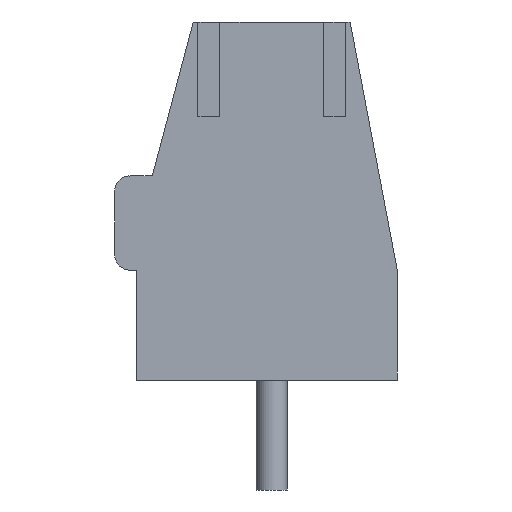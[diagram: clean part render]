
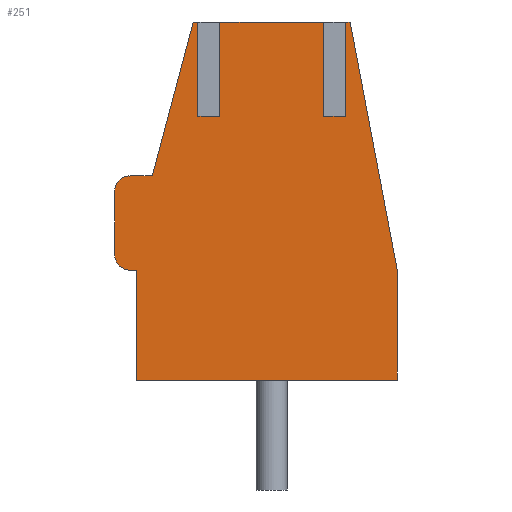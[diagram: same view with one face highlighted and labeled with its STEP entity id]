
A CAD part, front view. The second image highlights one B-rep face of the part: STEP entity #251.
In plain terms, the highlighted planar face has unit normal (0, -1, 0).
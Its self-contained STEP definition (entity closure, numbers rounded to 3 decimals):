
#13=DIRECTION('',(0.,0.,1.));
#14=DIRECTION('',(1.,0.,0.));
#56=VERTEX_POINT('',#57);
#57=CARTESIAN_POINT('',(4.,-7.5,0.));
#60=DIRECTION('',(0.,-1.,0.));
#61=ORIENTED_EDGE('',*,*,#62,.T.);
#62=EDGE_CURVE('',#56,#63,#65,.T.);
#63=VERTEX_POINT('',#64);
#64=CARTESIAN_POINT('',(4.,-7.5,3.5));
#65=LINE('',#57,#66);
#66=VECTOR('',#13,1.);
#77=DIRECTION('',(-1.,0.,0.));
#86=VECTOR('',#14,1.);
#98=VECTOR('',#77,1.);
#166=VERTEX_POINT('',#167);
#167=CARTESIAN_POINT('',(-4.3,-7.5,0.));
#168=ORIENTED_EDGE('',*,*,#169,.T.);
#169=EDGE_CURVE('',#166,#56,#170,.T.);
#170=LINE('',#167,#86);
#178=ORIENTED_EDGE('',*,*,#179,.T.);
#179=EDGE_CURVE('',#63,#180,#182,.T.);
#180=VERTEX_POINT('',#181);
#181=CARTESIAN_POINT('',(2.5,-7.5,11.4));
#182=LINE('',#64,#183);
#183=VECTOR('',#184,1.);
#184=DIRECTION('',(-0.187,0.,0.982));
#211=VECTOR('',#212,1.);
#212=DIRECTION('',(-0.256,0.,-0.967));
#230=VECTOR('',#231,1.);
#231=DIRECTION('',(0.,0.,-1.));
#251=ADVANCED_FACE('',(#252),#340,.T.);
#252=FACE_BOUND('',#253,.T.);
#253=EDGE_LOOP('',(#254,#168,#61,#178,#259,#264,#270,#276,#282,#286,#292,#298,#304,#308,#313,#318,#325,#330,#337));
#254=ORIENTED_EDGE('',*,*,#255,.T.);
#255=EDGE_CURVE('',#256,#166,#258,.T.);
#256=VERTEX_POINT('',#257);
#257=CARTESIAN_POINT('',(-4.3,-7.5,3.5));
#258=LINE('',#257,#230);
#259=ORIENTED_EDGE('',*,*,#260,.T.);
#260=EDGE_CURVE('',#180,#261,#263,.T.);
#261=VERTEX_POINT('',#262);
#262=CARTESIAN_POINT('',(2.35,-7.5,11.4));
#263=LINE('',#181,#98);
#264=ORIENTED_EDGE('',*,*,#265,.F.);
#265=EDGE_CURVE('',#266,#261,#268,.T.);
#266=VERTEX_POINT('',#267);
#267=CARTESIAN_POINT('',(2.35,-7.5,8.4));
#268=LINE('',#269,#66);
#269=CARTESIAN_POINT('',(2.35,-7.5,6.809));
#270=ORIENTED_EDGE('',*,*,#271,.T.);
#271=EDGE_CURVE('',#266,#272,#274,.T.);
#272=VERTEX_POINT('',#273);
#273=CARTESIAN_POINT('',(1.65,-7.5,8.4));
#274=LINE('',#275,#98);
#275=CARTESIAN_POINT('',(0.648,-7.5,8.4));
#276=ORIENTED_EDGE('',*,*,#277,.T.);
#277=EDGE_CURVE('',#272,#278,#280,.T.);
#278=VERTEX_POINT('',#279);
#279=CARTESIAN_POINT('',(1.65,-7.5,11.4));
#280=LINE('',#281,#66);
#281=CARTESIAN_POINT('',(1.65,-7.5,6.809));
#282=ORIENTED_EDGE('',*,*,#283,.T.);
#283=EDGE_CURVE('',#278,#284,#263,.T.);
#284=VERTEX_POINT('',#285);
#285=CARTESIAN_POINT('',(-1.65,-7.5,11.4));
#286=ORIENTED_EDGE('',*,*,#287,.F.);
#287=EDGE_CURVE('',#288,#284,#290,.T.);
#288=VERTEX_POINT('',#289);
#289=CARTESIAN_POINT('',(-1.65,-7.5,8.4));
#290=LINE('',#291,#66);
#291=CARTESIAN_POINT('',(-1.65,-7.5,6.809));
#292=ORIENTED_EDGE('',*,*,#293,.T.);
#293=EDGE_CURVE('',#288,#294,#296,.T.);
#294=VERTEX_POINT('',#295);
#295=CARTESIAN_POINT('',(-2.35,-7.5,8.4));
#296=LINE('',#297,#98);
#297=CARTESIAN_POINT('',(-1.352,-7.5,8.4));
#298=ORIENTED_EDGE('',*,*,#299,.T.);
#299=EDGE_CURVE('',#294,#300,#302,.T.);
#300=VERTEX_POINT('',#301);
#301=CARTESIAN_POINT('',(-2.35,-7.5,11.4));
#302=LINE('',#303,#66);
#303=CARTESIAN_POINT('',(-2.35,-7.5,6.809));
#304=ORIENTED_EDGE('',*,*,#305,.T.);
#305=EDGE_CURVE('',#300,#306,#263,.T.);
#306=VERTEX_POINT('',#307);
#307=CARTESIAN_POINT('',(-2.5,-7.5,11.4));
#308=ORIENTED_EDGE('',*,*,#309,.T.);
#309=EDGE_CURVE('',#306,#310,#312,.T.);
#310=VERTEX_POINT('',#311);
#311=CARTESIAN_POINT('',(-3.8,-7.5,6.5));
#312=LINE('',#307,#211);
#313=ORIENTED_EDGE('',*,*,#314,.T.);
#314=EDGE_CURVE('',#310,#315,#317,.T.);
#315=VERTEX_POINT('',#316);
#316=CARTESIAN_POINT('',(-4.5,-7.5,6.5));
#317=LINE('',#311,#98);
#318=ORIENTED_EDGE('',*,*,#319,.T.);
#319=EDGE_CURVE('',#315,#320,#322,.T.);
#320=VERTEX_POINT('',#321);
#321=CARTESIAN_POINT('',(-5.,-7.5,6.));
#322=ELLIPSE('',#323,0.5,0.5);
#323=AXIS2_PLACEMENT_3D('',#324,#60,#14);
#324=CARTESIAN_POINT('',(-4.5,-7.5,6.));
#325=ORIENTED_EDGE('',*,*,#326,.T.);
#326=EDGE_CURVE('',#320,#327,#329,.T.);
#327=VERTEX_POINT('',#328);
#328=CARTESIAN_POINT('',(-5.,-7.5,4.));
#329=LINE('',#321,#230);
#330=ORIENTED_EDGE('',*,*,#331,.T.);
#331=EDGE_CURVE('',#327,#332,#334,.T.);
#332=VERTEX_POINT('',#333);
#333=CARTESIAN_POINT('',(-4.5,-7.5,3.5));
#334=ELLIPSE('',#335,0.5,0.5);
#335=AXIS2_PLACEMENT_3D('',#336,#60,#14);
#336=CARTESIAN_POINT('',(-4.5,-7.5,4.));
#337=ORIENTED_EDGE('',*,*,#338,.T.);
#338=EDGE_CURVE('',#332,#256,#339,.T.);
#339=LINE('',#333,#86);
#340=PLANE('',#341);
#341=AXIS2_PLACEMENT_3D('',#342,#60,#231);
#342=CARTESIAN_POINT('',(-0.354,-7.5,5.217));
